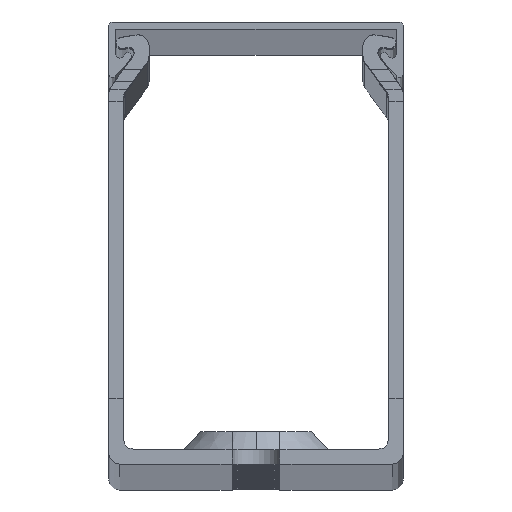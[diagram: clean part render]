
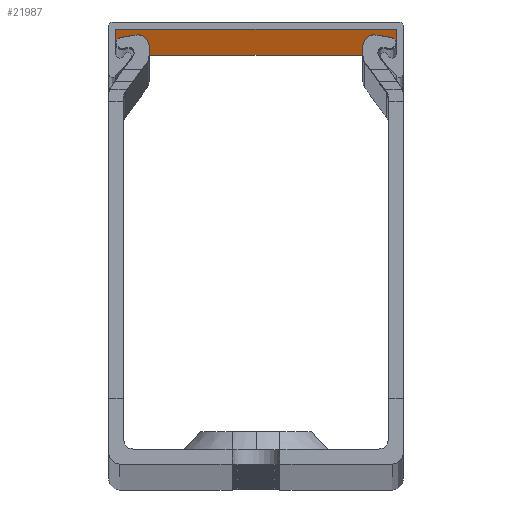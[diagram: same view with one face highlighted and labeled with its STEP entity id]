
A CAD part, top view. The second image highlights one B-rep face of the part: STEP entity #21987.
In plain terms, the highlighted planar face has unit normal (0, -1, 0).
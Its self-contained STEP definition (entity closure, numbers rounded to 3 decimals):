
#406 = CARTESIAN_POINT ( 'NONE',  ( 19., 59., 1040.872 ) ) ;
#814 = CARTESIAN_POINT ( 'NONE',  ( -19., 59., 1040.872 ) ) ;
#1027 = VERTEX_POINT ( 'NONE', #33039 ) ;
#1272 = CARTESIAN_POINT ( 'NONE',  ( -19., 59., 1040.872 ) ) ;
#2300 = DIRECTION ( 'NONE',  ( 0., 0., -1. ) ) ;
#2646 = EDGE_LOOP ( 'NONE', ( #3750, #25139, #27244, #18407 ) ) ;
#3750 = ORIENTED_EDGE ( 'NONE', *, *, #19328, .F. ) ;
#5001 = CARTESIAN_POINT ( 'NONE',  ( -19., 59., 1000. ) ) ;
#5889 = VECTOR ( 'NONE', #2300, 1000. ) ;
#6189 = DIRECTION ( 'NONE',  ( 1., 0., 0. ) ) ;
#6697 = LINE ( 'NONE', #11369, #18784 ) ;
#7429 = AXIS2_PLACEMENT_3D ( 'NONE', #814, #18518, #24508 ) ;
#7875 = VERTEX_POINT ( 'NONE', #25859 ) ;
#8365 = PLANE ( 'NONE',  #7429 ) ;
#8442 = CARTESIAN_POINT ( 'NONE',  ( -19., 59., -1000. ) ) ;
#10694 = EDGE_CURVE ( 'NONE', #1027, #33515, #28525, .T. ) ;
#11301 = EDGE_CURVE ( 'NONE', #33515, #27867, #16917, .T. ) ;
#11369 = CARTESIAN_POINT ( 'NONE',  ( -19., 59., -1000. ) ) ;
#11946 = DIRECTION ( 'NONE',  ( 0., 0., -1. ) ) ;
#15470 = DIRECTION ( 'NONE',  ( -1., 0., 0. ) ) ;
#16917 = LINE ( 'NONE', #1272, #22168 ) ;
#18407 = ORIENTED_EDGE ( 'NONE', *, *, #32050, .T. ) ;
#18518 = DIRECTION ( 'NONE',  ( 0., 1., 0. ) ) ;
#18784 = VECTOR ( 'NONE', #6189, 1000. ) ;
#19236 = CARTESIAN_POINT ( 'NONE',  ( -19., 59., 1000. ) ) ;
#19328 = EDGE_CURVE ( 'NONE', #1027, #7875, #25975, .T. ) ;
#21925 = FACE_OUTER_BOUND ( 'NONE', #2646, .T. ) ;
#21987 = ADVANCED_FACE ( 'NONE', ( #21925 ), #8365, .F. ) ;
#22168 = VECTOR ( 'NONE', #11946, 1000. ) ;
#24508 = DIRECTION ( 'NONE',  ( 0., 0., 1. ) ) ;
#25139 = ORIENTED_EDGE ( 'NONE', *, *, #10694, .T. ) ;
#25859 = CARTESIAN_POINT ( 'NONE',  ( 19., 59., -1000. ) ) ;
#25975 = LINE ( 'NONE', #406, #5889 ) ;
#27094 = VECTOR ( 'NONE', #15470, 1000. ) ;
#27244 = ORIENTED_EDGE ( 'NONE', *, *, #11301, .T. ) ;
#27867 = VERTEX_POINT ( 'NONE', #8442 ) ;
#28525 = LINE ( 'NONE', #5001, #27094 ) ;
#32050 = EDGE_CURVE ( 'NONE', #27867, #7875, #6697, .T. ) ;
#33039 = CARTESIAN_POINT ( 'NONE',  ( 19., 59., 1000. ) ) ;
#33515 = VERTEX_POINT ( 'NONE', #19236 ) ;
